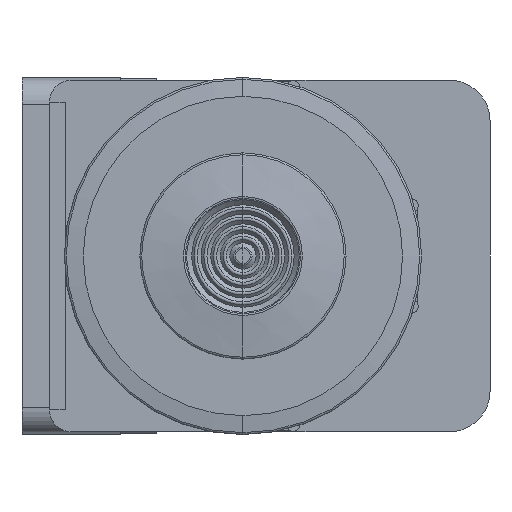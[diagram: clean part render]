
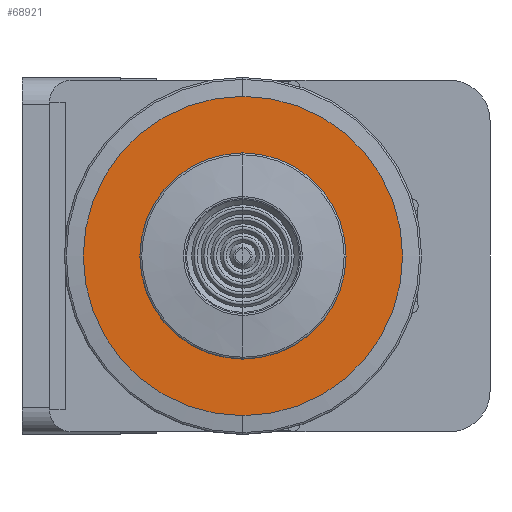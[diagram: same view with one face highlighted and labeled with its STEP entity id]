
A CAD part, front view. The second image highlights one B-rep face of the part: STEP entity #68921.
In plain terms, the highlighted face is planar.
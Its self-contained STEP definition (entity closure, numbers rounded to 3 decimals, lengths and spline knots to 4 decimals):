
#67630=CARTESIAN_POINT('',(0.,0.0323,0.));
#67631=DIRECTION('',(0.,1.,0.));
#67632=DIRECTION('',(0.,0.,1.));
#67633=AXIS2_PLACEMENT_3D('',#67630,#67631,#67632);
#67639=CARTESIAN_POINT('',(0.,0.0323,0.));
#67640=DIRECTION('',(0.,-1.,0.));
#67641=DIRECTION('',(0.,0.,1.));
#67642=AXIS2_PLACEMENT_3D('',#67639,#67640,#67641);
#67644=CARTESIAN_POINT('',(0.,0.0323,0.));
#67645=DIRECTION('',(0.,-1.,0.));
#67646=DIRECTION('',(0.,0.,1.));
#67647=AXIS2_PLACEMENT_3D('',#67644,#67645,#67646);
#67649=CARTESIAN_POINT('',(0.,0.0323,0.));
#67650=DIRECTION('',(0.,1.,0.));
#67651=DIRECTION('',(0.,0.,1.));
#67652=AXIS2_PLACEMENT_3D('',#67649,#67650,#67651);
#68148=CARTESIAN_POINT('',(0.,0.0323,0.7265));
#68150=VERTEX_POINT('',#68148);
#68168=CARTESIAN_POINT('',(0.,0.0323,-0.7265));
#68170=VERTEX_POINT('',#68168);
#68178=CARTESIAN_POINT('',(0.,0.0323,0.469));
#68179=CARTESIAN_POINT('',(0.,0.0323,-0.469));
#68180=VERTEX_POINT('',#68178);
#68181=VERTEX_POINT('',#68179);
#68906=CARTESIAN_POINT('',(0.,0.0323,0.));
#68907=DIRECTION('',(0.,-1.,0.));
#68908=DIRECTION('',(0.,0.,1.));
#68909=AXIS2_PLACEMENT_3D('',#68906,#68907,#68908);
#68910=PLANE('',#68909);
#68911=ORIENTED_EDGE('',*,*,#68885,.F.);
#68912=ORIENTED_EDGE('',*,*,#68901,.T.);
#68913=EDGE_LOOP('',(#68911,#68912));
#68914=FACE_OUTER_BOUND('',#68913,.F.);
#68916=ORIENTED_EDGE('',*,*,#68915,.F.);
#68918=ORIENTED_EDGE('',*,*,#68917,.T.);
#68919=EDGE_LOOP('',(#68916,#68918));
#68920=FACE_BOUND('',#68919,.F.);
#67634=CIRCLE('',#67633,0.7265);
#67643=CIRCLE('',#67642,0.7265);
#67648=CIRCLE('',#67647,0.469);
#67653=CIRCLE('',#67652,0.469);
#68885=EDGE_CURVE('',#68150,#68170,#67634,.T.);
#68901=EDGE_CURVE('',#68150,#68170,#67643,.T.);
#68915=EDGE_CURVE('',#68180,#68181,#67648,.T.);
#68917=EDGE_CURVE('',#68180,#68181,#67653,.T.);
#68921=ADVANCED_FACE('',(#68914,#68920),#68910,.F.);
